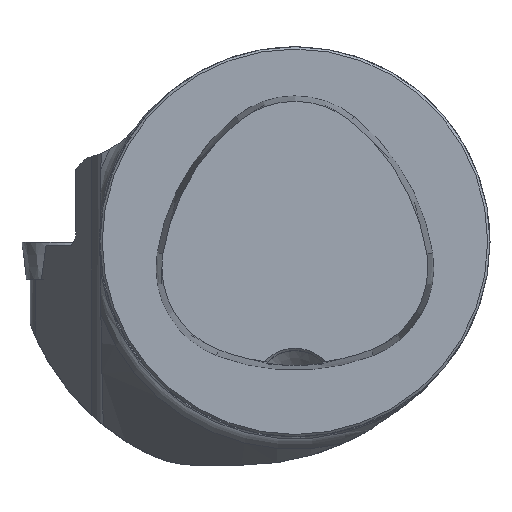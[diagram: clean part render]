
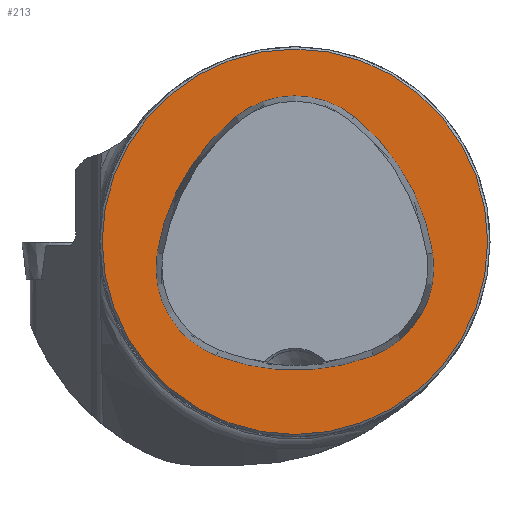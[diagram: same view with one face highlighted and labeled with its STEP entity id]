
A CAD part, top view. The second image highlights one B-rep face of the part: STEP entity #213.
In plain terms, the highlighted planar face has unit normal (0, 0, 1).
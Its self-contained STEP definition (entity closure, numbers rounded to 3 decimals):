
#102=FACE_BOUND('',#376,.T.);
#103=FACE_BOUND('',#377,.T.);
#146=PLANE('',#1425);
#213=ADVANCED_FACE('CU_FL_N1_SU_1',(#102,#103),#146,.T.);
#376=EDGE_LOOP('',(#770,#771,#772,#773,#774,#775));
#377=EDGE_LOOP('',(#776));
#770=ORIENTED_EDGE('',*,*,#1208,.F.);
#771=ORIENTED_EDGE('',*,*,#1209,.F.);
#772=ORIENTED_EDGE('',*,*,#1210,.F.);
#773=ORIENTED_EDGE('',*,*,#1211,.F.);
#774=ORIENTED_EDGE('',*,*,#1205,.F.);
#775=ORIENTED_EDGE('',*,*,#1212,.F.);
#776=ORIENTED_EDGE('',*,*,#1213,.T.);
#1061=VERTEX_POINT('',#2509);
#1062=VERTEX_POINT('',#2511);
#1064=VERTEX_POINT('',#2517);
#1065=VERTEX_POINT('',#2518);
#1066=VERTEX_POINT('',#2520);
#1067=VERTEX_POINT('',#2522);
#1068=VERTEX_POINT('',#2526);
#1205=EDGE_CURVE('',#1061,#1062,#1274,.T.);
#1208=EDGE_CURVE('',#1064,#1065,#1276,.T.);
#1209=EDGE_CURVE('',#1066,#1064,#1277,.T.);
#1210=EDGE_CURVE('',#1067,#1066,#1278,.T.);
#1211=EDGE_CURVE('',#1062,#1067,#1279,.T.);
#1212=EDGE_CURVE('',#1065,#1061,#1280,.T.);
#1213=EDGE_CURVE('',#1068,#1068,#1281,.T.);
#1274=CIRCLE('',#1416,28.075);
#1276=CIRCLE('',#1419,28.075);
#1277=CIRCLE('',#1420,12.075);
#1278=CIRCLE('',#1421,28.075);
#1279=CIRCLE('',#1422,12.075);
#1280=CIRCLE('',#1423,12.075);
#1281=CIRCLE('',#1424,24.7);
#1416=AXIS2_PLACEMENT_3D('',#2510,#1652,#1653);
#1419=AXIS2_PLACEMENT_3D('',#2516,#1659,#1660);
#1420=AXIS2_PLACEMENT_3D('',#2519,#1661,#1662);
#1421=AXIS2_PLACEMENT_3D('',#2521,#1663,#1664);
#1422=AXIS2_PLACEMENT_3D('',#2523,#1665,#1666);
#1423=AXIS2_PLACEMENT_3D('',#2524,#1667,#1668);
#1424=AXIS2_PLACEMENT_3D('',#2525,#1669,#1670);
#1425=AXIS2_PLACEMENT_3D('',#2527,#1671,#1672);
#1652=DIRECTION('',(0.,0.,1.));
#1653=DIRECTION('',(1.,0.,0.));
#1659=DIRECTION('',(0.,0.,1.));
#1660=DIRECTION('',(1.,0.,0.));
#1661=DIRECTION('',(0.,0.,1.));
#1662=DIRECTION('',(1.,0.,0.));
#1663=DIRECTION('',(0.,0.,1.));
#1664=DIRECTION('',(1.,0.,0.));
#1665=DIRECTION('',(0.,0.,1.));
#1666=DIRECTION('',(1.,0.,0.));
#1667=DIRECTION('',(0.,0.,1.));
#1668=DIRECTION('',(1.,0.,0.));
#1669=DIRECTION('',(0.,0.,1.));
#1670=DIRECTION('',(1.,0.,0.));
#1671=DIRECTION('',(0.,0.,1.));
#1672=DIRECTION('',(1.,0.,0.));
#2509=CARTESIAN_POINT('',(-10.05,-14.595,0.));
#2510=CARTESIAN_POINT('',(0.,11.62,0.));
#2511=CARTESIAN_POINT('',(10.05,-14.595,0.));
#2516=CARTESIAN_POINT('',(10.078,-5.807,0.));
#2517=CARTESIAN_POINT('',(-7.606,15.999,0.));
#2518=CARTESIAN_POINT('',(-17.656,-1.443,0.));
#2519=CARTESIAN_POINT('',(0.,6.62,0.));
#2520=CARTESIAN_POINT('',(7.606,15.999,0.));
#2521=CARTESIAN_POINT('',(-10.078,-5.807,0.));
#2522=CARTESIAN_POINT('',(17.656,-1.443,0.));
#2523=CARTESIAN_POINT('',(5.727,-3.32,0.));
#2524=CARTESIAN_POINT('',(-5.727,-3.32,0.));
#2525=CARTESIAN_POINT('',(0.,0.,0.));
#2526=CARTESIAN_POINT('',(24.7,0.,0.));
#2527=CARTESIAN_POINT('',(0.,0.,0.));
